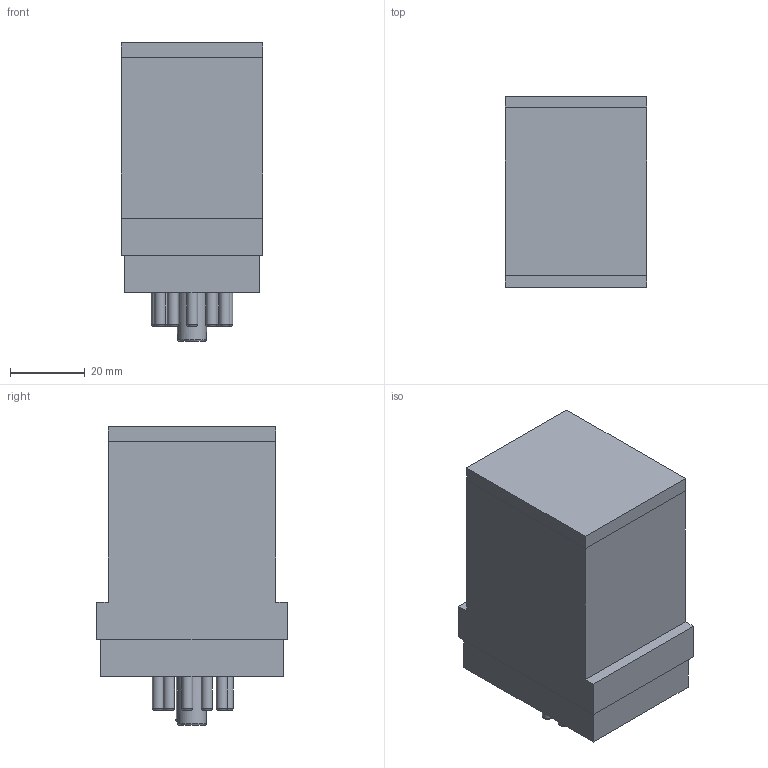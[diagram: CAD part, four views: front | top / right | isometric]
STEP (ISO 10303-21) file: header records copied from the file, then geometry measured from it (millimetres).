
FILE_DESCRIPTION(/* description */ (''),/* implementation_level */ '2;1');
FILE_NAME(/* name */ 'REL_SELECTRON_EMRSU21L.stp',/* time_stamp */ '2016-07-14T14:43:32+02:00',/* author */ ('riccim'),/* organization */ ('SolidWorks'),/* preprocessor_version */ 'ST-DEVELOPER v15.5',/* originating_system */ 'AutoCAD Mechanical',/* authorisation */ ' ');
FILE_SCHEMA (('AUTOMOTIVE_DESIGN { 1 0 10303 214 3 1 1 }'));
Length unit declared in the file: millimetre
Products named in the file (1): Product
Bounding box: 38 x 51 x 80 mm (x, y, z)
Volume: 118709.3 mm3; surface area: 23588 mm2
Topology: 15 solids, 15 shells, 72 faces, 117 edges, 74 vertices
Faces by surface type: plane 46, cylinder 13, torus 12, sphere 1
Full cylindrical faces by diameter (mm): 3 x11, 7.8 x1
Entity records: 1550 total; most frequent: DIRECTION 272, CARTESIAN_POINT 257, ORIENTED_EDGE 180, AXIS2_PLACEMENT_3D 111, EDGE_LOOP 96, EDGE_CURVE 90, FACE_OUTER_BOUND 72, VERTEX_POINT 72
